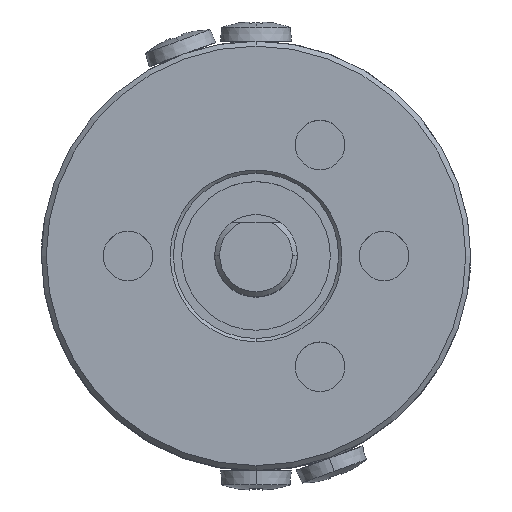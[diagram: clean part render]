
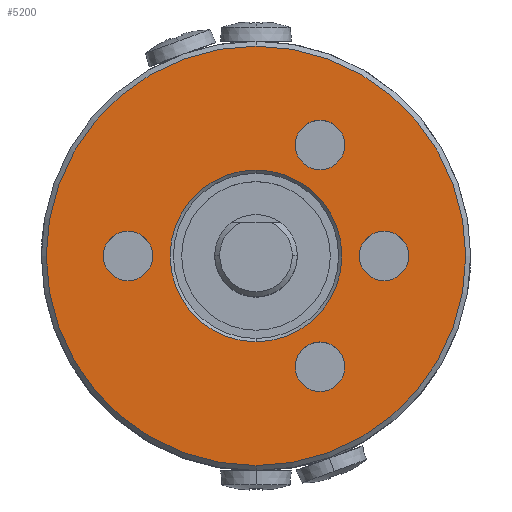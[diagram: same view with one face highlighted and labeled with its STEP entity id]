
A CAD part, top view. The second image highlights one B-rep face of the part: STEP entity #5200.
In plain terms, the highlighted planar face has unit normal (0, 0, 1).
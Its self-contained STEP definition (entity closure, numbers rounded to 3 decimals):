
#690 = VERTEX_POINT ( 'NONE', #2610 ) ;
#706 = VERTEX_POINT ( 'NONE', #2696 ) ;
#707 = VERTEX_POINT ( 'NONE', #2699 ) ;
#719 = EDGE_CURVE ( 'NONE', #707, #706, #2753, .T. ) ;
#727 = VERTEX_POINT ( 'NONE', #2748 ) ;
#765 = EDGE_CURVE ( 'NONE', #766, #690, #2886, .T. ) ;
#766 = VERTEX_POINT ( 'NONE', #2950 ) ;
#772 = VERTEX_POINT ( 'NONE', #2902 ) ;
#774 = EDGE_CURVE ( 'NONE', #772, #783, #2913, .T. ) ;
#783 = VERTEX_POINT ( 'NONE', #2916 ) ;
#785 = EDGE_CURVE ( 'NONE', #791, #786, #2901, .T. ) ;
#786 = VERTEX_POINT ( 'NONE', #2921 ) ;
#788 = VERTEX_POINT ( 'NONE', #2920 ) ;
#791 = VERTEX_POINT ( 'NONE', #2963 ) ;
#792 = EDGE_CURVE ( 'NONE', #727, #788, #2957, .T. ) ;
#833 = EDGE_CURVE ( 'NONE', #840, #841, #2488, .T. ) ;
#840 = VERTEX_POINT ( 'NONE', #3134 ) ;
#841 = VERTEX_POINT ( 'NONE', #3110 ) ;
#2427 = AXIS2_PLACEMENT_3D ( 'NONE', #2431, #2430, #2429 ) ;
#2429 = DIRECTION ( 'NONE',  ( 0., -1., 0. ) ) ;
#2430 = DIRECTION ( 'NONE',  ( 0., 0., -1. ) ) ;
#2431 = CARTESIAN_POINT ( 'NONE',  ( 0., 0., 18.5 ) ) ;
#2473 = DIRECTION ( 'NONE',  ( 0., 0., 1. ) ) ;
#2475 = CARTESIAN_POINT ( 'NONE',  ( -7.75, 0., 18.5 ) ) ;
#2480 = AXIS2_PLACEMENT_3D ( 'NONE', #2475, #2473, #2493 ) ;
#2488 = CIRCLE ( 'NONE', #2480, 1.5 ) ;
#2493 = DIRECTION ( 'NONE',  ( 0., 1., 0. ) ) ;
#2610 = CARTESIAN_POINT ( 'NONE',  ( 0., -5.2, 18.5 ) ) ;
#2696 = CARTESIAN_POINT ( 'NONE',  ( 0., -12.7, 18.5 ) ) ;
#2699 = CARTESIAN_POINT ( 'NONE',  ( 0., 12.7, 18.5 ) ) ;
#2717 = AXIS2_PLACEMENT_3D ( 'NONE', #2732, #2723, #2756 ) ;
#2723 = DIRECTION ( 'NONE',  ( 0., 0., 1. ) ) ;
#2732 = CARTESIAN_POINT ( 'NONE',  ( 0., 0., 18.5 ) ) ;
#2748 = CARTESIAN_POINT ( 'NONE',  ( 7.75, -1.5, 18.5 ) ) ;
#2753 = CIRCLE ( 'NONE', #2717, 12.7 ) ;
#2756 = DIRECTION ( 'NONE',  ( 0., -1., 0. ) ) ;
#2886 = CIRCLE ( 'NONE', #2427, 5.2 ) ;
#2892 = DIRECTION ( 'NONE',  ( 0.866, -0.5, 0. ) ) ;
#2898 = DIRECTION ( 'NONE',  ( 0., 0., 1. ) ) ;
#2899 = CARTESIAN_POINT ( 'NONE',  ( 3.875, -6.712, 18.5 ) ) ;
#2900 = AXIS2_PLACEMENT_3D ( 'NONE', #2899, #2898, #2922 ) ;
#2901 = CIRCLE ( 'NONE', #2900, 1.5 ) ;
#2902 = CARTESIAN_POINT ( 'NONE',  ( 3.875, 5.212, 18.5 ) ) ;
#2912 = AXIS2_PLACEMENT_3D ( 'NONE', #2928, #2927, #2892 ) ;
#2913 = CIRCLE ( 'NONE', #2912, 1.5 ) ;
#2916 = CARTESIAN_POINT ( 'NONE',  ( 3.875, 8.212, 18.5 ) ) ;
#2920 = CARTESIAN_POINT ( 'NONE',  ( 7.75, 1.5, 18.5 ) ) ;
#2921 = CARTESIAN_POINT ( 'NONE',  ( 3.875, -5.212, 18.5 ) ) ;
#2922 = DIRECTION ( 'NONE',  ( -0.866, -0.5, 0. ) ) ;
#2927 = DIRECTION ( 'NONE',  ( 0., 0., 1. ) ) ;
#2928 = CARTESIAN_POINT ( 'NONE',  ( 3.875, 6.712, 18.5 ) ) ;
#2950 = CARTESIAN_POINT ( 'NONE',  ( 0., 5.2, 18.5 ) ) ;
#2952 = DIRECTION ( 'NONE',  ( 0., 0., 1. ) ) ;
#2957 = CIRCLE ( 'NONE', #2970, 1.5 ) ;
#2963 = CARTESIAN_POINT ( 'NONE',  ( 3.875, -8.212, 18.5 ) ) ;
#2965 = CARTESIAN_POINT ( 'NONE',  ( 7.75, 0., 18.5 ) ) ;
#2969 = DIRECTION ( 'NONE',  ( 0., 1., 0. ) ) ;
#2970 = AXIS2_PLACEMENT_3D ( 'NONE', #2965, #2952, #2969 ) ;
#3110 = CARTESIAN_POINT ( 'NONE',  ( -7.75, 1.5, 18.5 ) ) ;
#3134 = CARTESIAN_POINT ( 'NONE',  ( -7.75, -1.5, 18.5 ) ) ;
#3722 = CARTESIAN_POINT ( 'NONE',  ( 0., 0., 18.5 ) ) ;
#3786 = DIRECTION ( 'NONE',  ( 0., 0., -1. ) ) ;
#3816 = DIRECTION ( 'NONE',  ( 0., -1., 0. ) ) ;
#3885 = FACE_BOUND ( 'NONE', #5194, .T. ) ;
#3886 = AXIS2_PLACEMENT_3D ( 'NONE', #3904, #3903, #3899 ) ;
#3890 = FACE_BOUND ( 'NONE', #5273, .T. ) ;
#3891 = FACE_BOUND ( 'NONE', #5259, .T. ) ;
#3894 = FACE_BOUND ( 'NONE', #5223, .T. ) ;
#3895 = FACE_BOUND ( 'NONE', #5191, .T. ) ;
#3897 = FACE_OUTER_BOUND ( 'NONE', #5215, .T. ) ;
#3899 = DIRECTION ( 'NONE',  ( 0., -1., 0. ) ) ;
#3902 = PLANE ( 'NONE',  #3886 ) ;
#3903 = DIRECTION ( 'NONE',  ( 0., 0., -1. ) ) ;
#3904 = CARTESIAN_POINT ( 'NONE',  ( 0., 0., 18.5 ) ) ;
#3931 = CARTESIAN_POINT ( 'NONE',  ( 3.875, -6.712, 18.5 ) ) ;
#3932 = AXIS2_PLACEMENT_3D ( 'NONE', #3931, #3946, #3945 ) ;
#3933 = CIRCLE ( 'NONE', #3932, 1.5 ) ;
#3945 = DIRECTION ( 'NONE',  ( -0.866, -0.5, 0. ) ) ;
#3946 = DIRECTION ( 'NONE',  ( 0., 0., 1. ) ) ;
#3971 = CIRCLE ( 'NONE', #3973, 5.2 ) ;
#3973 = AXIS2_PLACEMENT_3D ( 'NONE', #3722, #3786, #3816 ) ;
#3985 = AXIS2_PLACEMENT_3D ( 'NONE', #3999, #3993, #3992 ) ;
#3992 = DIRECTION ( 'NONE',  ( 0., -1., 0. ) ) ;
#3993 = DIRECTION ( 'NONE',  ( 0., 0., 1. ) ) ;
#3999 = CARTESIAN_POINT ( 'NONE',  ( 0., 0., 18.5 ) ) ;
#4000 = CIRCLE ( 'NONE', #3985, 12.7 ) ;
#4006 = DIRECTION ( 'NONE',  ( 0., 0., 1. ) ) ;
#4007 = AXIS2_PLACEMENT_3D ( 'NONE', #4028, #4006, #4013 ) ;
#4008 = CIRCLE ( 'NONE', #4007, 1.5 ) ;
#4013 = DIRECTION ( 'NONE',  ( 0., 1., 0. ) ) ;
#4022 = DIRECTION ( 'NONE',  ( 0., 0., 1. ) ) ;
#4026 = AXIS2_PLACEMENT_3D ( 'NONE', #4027, #4022, #4043 ) ;
#4027 = CARTESIAN_POINT ( 'NONE',  ( 7.75, 0., 18.5 ) ) ;
#4028 = CARTESIAN_POINT ( 'NONE',  ( -7.75, 0., 18.5 ) ) ;
#4043 = DIRECTION ( 'NONE',  ( 0., 1., 0. ) ) ;
#4047 = CIRCLE ( 'NONE', #4026, 1.5 ) ;
#5091 = ORIENTED_EDGE ( 'NONE', *, *, #5258, .F. ) ;
#5184 = ORIENTED_EDGE ( 'NONE', *, *, #765, .T. ) ;
#5191 = EDGE_LOOP ( 'NONE', ( #5091, #5241 ) ) ;
#5194 = EDGE_LOOP ( 'NONE', ( #5184, #5203 ) ) ;
#5200 = ADVANCED_FACE ( 'NONE', ( #3885, #3897, #3895, #3894, #3891, #3890 ), #3902, .F. ) ;
#5202 = ORIENTED_EDGE ( 'NONE', *, *, #719, .T. ) ;
#5203 = ORIENTED_EDGE ( 'NONE', *, *, #5257, .T. ) ;
#5215 = EDGE_LOOP ( 'NONE', ( #5221, #5202 ) ) ;
#5221 = ORIENTED_EDGE ( 'NONE', *, *, #5250, .T. ) ;
#5223 = EDGE_LOOP ( 'NONE', ( #5261, #5240 ) ) ;
#5227 = EDGE_CURVE ( 'NONE', #786, #791, #3933, .T. ) ;
#5240 = ORIENTED_EDGE ( 'NONE', *, *, #785, .F. ) ;
#5241 = ORIENTED_EDGE ( 'NONE', *, *, #792, .F. ) ;
#5250 = EDGE_CURVE ( 'NONE', #706, #707, #4000, .T. ) ;
#5257 = EDGE_CURVE ( 'NONE', #690, #766, #3971, .T. ) ;
#5258 = EDGE_CURVE ( 'NONE', #788, #727, #4047, .T. ) ;
#5259 = EDGE_LOOP ( 'NONE', ( #5274, #5275 ) ) ;
#5261 = ORIENTED_EDGE ( 'NONE', *, *, #5227, .F. ) ;
#5267 = EDGE_CURVE ( 'NONE', #841, #840, #4008, .T. ) ;
#5273 = EDGE_LOOP ( 'NONE', ( #5277, #5290 ) ) ;
#5274 = ORIENTED_EDGE ( 'NONE', *, *, #5284, .F. ) ;
#5275 = ORIENTED_EDGE ( 'NONE', *, *, #774, .F. ) ;
#5277 = ORIENTED_EDGE ( 'NONE', *, *, #5267, .F. ) ;
#5284 = EDGE_CURVE ( 'NONE', #783, #772, #5872, .T. ) ;
#5290 = ORIENTED_EDGE ( 'NONE', *, *, #833, .F. ) ;
#5847 = CARTESIAN_POINT ( 'NONE',  ( 3.875, 6.712, 18.5 ) ) ;
#5871 = AXIS2_PLACEMENT_3D ( 'NONE', #5847, #5883, #5882 ) ;
#5872 = CIRCLE ( 'NONE', #5871, 1.5 ) ;
#5882 = DIRECTION ( 'NONE',  ( 0.866, -0.5, 0. ) ) ;
#5883 = DIRECTION ( 'NONE',  ( 0., 0., 1. ) ) ;
